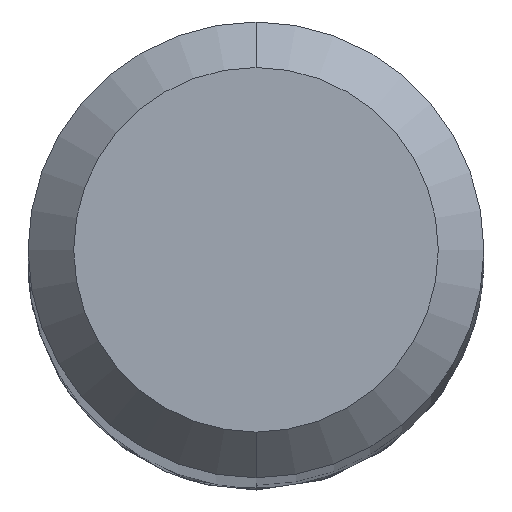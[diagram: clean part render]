
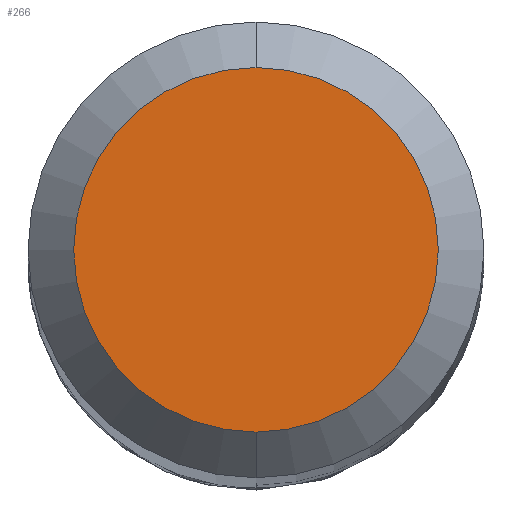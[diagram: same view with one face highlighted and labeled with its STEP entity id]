
A CAD part, top view. The second image highlights one B-rep face of the part: STEP entity #266.
In plain terms, the highlighted planar face has unit normal (0, 0, 1).
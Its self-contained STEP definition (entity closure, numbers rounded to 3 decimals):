
#214=VERTEX_POINT('',#544);
#266=ADVANCED_FACE('',(#600),#601,.T.);
#388=EDGE_CURVE('',#404,#214,#736,.T.);
#404=VERTEX_POINT('',#752);
#448=EDGE_CURVE('',#214,#404,#801,.T.);
#544=CARTESIAN_POINT('',(0.,-1.2,0.0));
#600=FACE_OUTER_BOUND('',#1241,.T.);
#601=PLANE('',#1242);
#736=CIRCLE('',#2812,1.2);
#752=CARTESIAN_POINT('',(0.0,1.2,0.0));
#801=CIRCLE('',#2983,1.2);
#1241=EDGE_LOOP('',(#3281,#3282));
#1242=AXIS2_PLACEMENT_3D('',#3283,#3284,#3285);
#2812=AXIS2_PLACEMENT_3D('',#3442,#3443,#3444);
#2983=AXIS2_PLACEMENT_3D('',#3505,#3506,#3507);
#3281=ORIENTED_EDGE('',*,*,#388,.F.);
#3282=ORIENTED_EDGE('',*,*,#448,.F.);
#3283=CARTESIAN_POINT('',(0.0,0.6,0.0));
#3284=DIRECTION('',(-0.0,0.0,1.0));
#3285=DIRECTION('',(0.0,-1.0,0.0));
#3442=CARTESIAN_POINT('',(0.0,0.0,0.0));
#3443=DIRECTION('',(0.0,0.0,-1.0));
#3444=DIRECTION('',(0.0,1.0,0.0));
#3505=CARTESIAN_POINT('',(0.0,0.0,0.0));
#3506=DIRECTION('',(0.0,0.0,-1.0));
#3507=DIRECTION('',(0.0,1.0,0.0));
